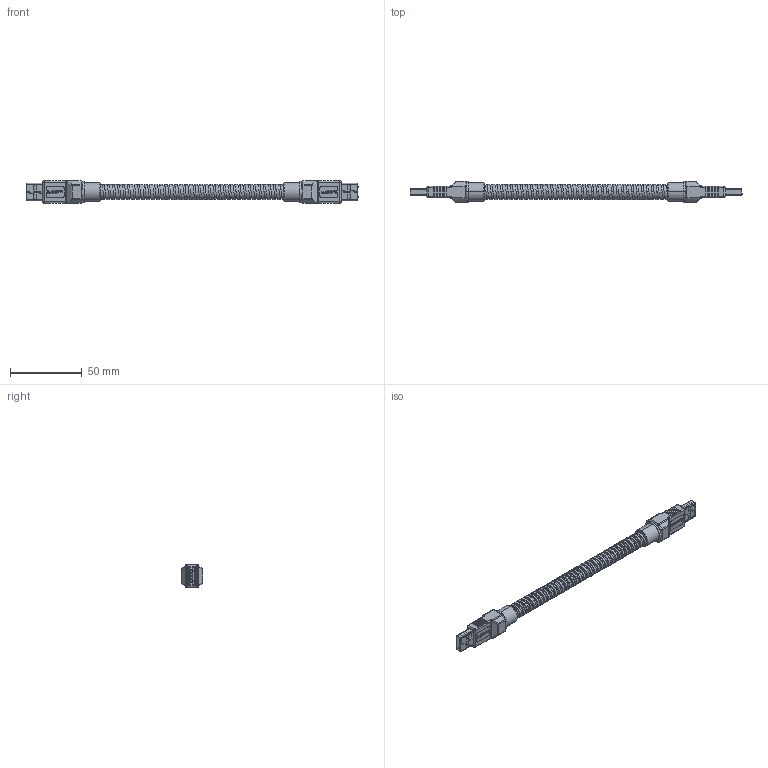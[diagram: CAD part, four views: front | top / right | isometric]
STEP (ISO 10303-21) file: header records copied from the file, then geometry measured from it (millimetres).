
FILE_DESCRIPTION (( 'STEP AP214' ), '1' );
FILE_NAME ('U3A00069.STEP', '2018-03-06T17:47:04', ( '' ), ( '' ), 'SwSTEP 2.0', 'SolidWorks 2017', '' );
FILE_SCHEMA (( 'AUTOMOTIVE_DESIGN' ));
Length unit declared in the file: inch
Products named in the file (11): 1AA05-046-MA3; MTN-1024; U3A00069; MTN-1024_NO CABLE; U3A00069-MA1_150MM; MTN-593; 1AA05-046-MA2_Without Crimp; 1AJ09-093; 1AA05-046-MA1; 1AL08-429
Assembly tree (11 placements, depth 4):
  U3A00069
    1AL08-429
    MTN-1024_NO CABLE  x2
      MTN-593
        1AA05-046-MA3
        MTN-593
      1AA05-046-MA1
      1AA05-046-MA2_Without Crimp
      MTN-1024
      1AJ09-093
    U3A00069-MA1_150MM
Bounding box: 231.1 x 15 x 15.7 mm (x, y, z)
Volume: 19212.4 mm3; surface area: 29904.6 mm2
Topology: 42 solids, 42 shells, 3044 faces, 8120 edges, 5308 vertices
Faces by surface type: plane 2082, cylinder 664, bspline 220, sphere 44, torus 30, cone 4
Entity records: 131838 total; most frequent: CARTESIAN_POINT 88757, ORIENTED_EDGE 8634, DIRECTION 7264, EDGE_CURVE 4317, VECTOR 3152, LINE 3152, VERTEX_POINT 2836, AXIS2_PLACEMENT_3D 2056
